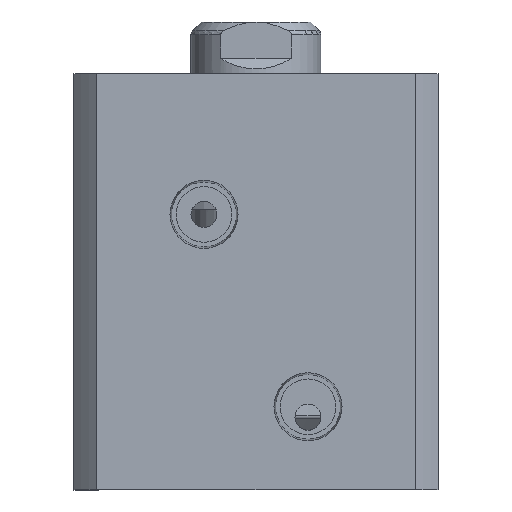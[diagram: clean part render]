
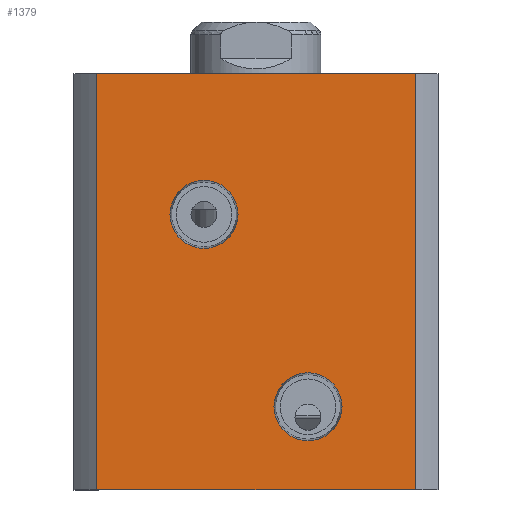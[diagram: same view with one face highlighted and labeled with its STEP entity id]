
A CAD part, left-side view. The second image highlights one B-rep face of the part: STEP entity #1379.
In plain terms, the highlighted planar face has unit normal (-1, 0, 0).
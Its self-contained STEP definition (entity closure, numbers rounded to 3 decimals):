
#195 = DIRECTION ( 'NONE',  ( -1., 0., 0. ) ) ;
#343 = DIRECTION ( 'NONE',  ( 0., 0., 1. ) ) ;
#386 = AXIS2_PLACEMENT_3D ( 'NONE', #11771, #6064, #343 ) ;
#654 = CARTESIAN_POINT ( 'NONE',  ( -35., -30.615, 0. ) ) ;
#861 = VERTEX_POINT ( 'NONE', #7460 ) ;
#928 = VECTOR ( 'NONE', #4977, 1000. ) ;
#940 = LINE ( 'NONE', #9208, #6026 ) ;
#1064 = EDGE_CURVE ( 'NONE', #10336, #10008, #5880, .T. ) ;
#1167 = VERTEX_POINT ( 'NONE', #654 ) ;
#1379 = ADVANCED_FACE ( 'NONE', ( #7742, #10263, #2356 ), #11361, .F. ) ;
#1391 = DIRECTION ( 'NONE',  ( -1., 0., 0. ) ) ;
#1434 = AXIS2_PLACEMENT_3D ( 'NONE', #5901, #195, #6884 ) ;
#1566 = LINE ( 'NONE', #6052, #8598 ) ;
#1804 = EDGE_LOOP ( 'NONE', ( #10586, #6393, #7591, #10630 ) ) ;
#1891 = VERTEX_POINT ( 'NONE', #3466 ) ;
#2356 = FACE_OUTER_BOUND ( 'NONE', #1804, .T. ) ;
#2517 = DIRECTION ( 'NONE',  ( 0., 0., 1. ) ) ;
#2865 = CARTESIAN_POINT ( 'NONE',  ( -35., 35., 80. ) ) ;
#3017 = CARTESIAN_POINT ( 'NONE',  ( -35., 35., 0. ) ) ;
#3112 = AXIS2_PLACEMENT_3D ( 'NONE', #2865, #3820, #10501 ) ;
#3455 = LINE ( 'NONE', #7786, #928 ) ;
#3466 = CARTESIAN_POINT ( 'NONE',  ( -35., 10., 59.541 ) ) ;
#3503 = DIRECTION ( 'NONE',  ( -1., 0., 0. ) ) ;
#3599 = EDGE_CURVE ( 'NONE', #8777, #1167, #6347, .T. ) ;
#3642 = ORIENTED_EDGE ( 'NONE', *, *, #3708, .F. ) ;
#3708 = EDGE_CURVE ( 'NONE', #10008, #10336, #10229, .T. ) ;
#3820 = DIRECTION ( 'NONE',  ( 1., 0., 0. ) ) ;
#3929 = CARTESIAN_POINT ( 'NONE',  ( -35., -10., 9.459 ) ) ;
#4837 = CARTESIAN_POINT ( 'NONE',  ( -35., 30.615, 0. ) ) ;
#4977 = DIRECTION ( 'NONE',  ( 0., -1., 0. ) ) ;
#5383 = EDGE_CURVE ( 'NONE', #9215, #8377, #3455, .T. ) ;
#5880 = CIRCLE ( 'NONE', #1434, 6.541 ) ;
#5901 = CARTESIAN_POINT ( 'NONE',  ( -35., -10., 16. ) ) ;
#5982 = CARTESIAN_POINT ( 'NONE',  ( -35., -30.615, 80. ) ) ;
#5996 = EDGE_LOOP ( 'NONE', ( #10998, #10691 ) ) ;
#6017 = EDGE_CURVE ( 'NONE', #8777, #9215, #940, .T. ) ;
#6026 = VECTOR ( 'NONE', #2517, 1000. ) ;
#6052 = CARTESIAN_POINT ( 'NONE',  ( -35., -30.615, -220. ) ) ;
#6064 = DIRECTION ( 'NONE',  ( -1., 0., 0. ) ) ;
#6347 = LINE ( 'NONE', #3017, #11107 ) ;
#6393 = ORIENTED_EDGE ( 'NONE', *, *, #3599, .T. ) ;
#6884 = DIRECTION ( 'NONE',  ( 0., 0., 1. ) ) ;
#7121 = CARTESIAN_POINT ( 'NONE',  ( -35., 10., 53. ) ) ;
#7330 = EDGE_CURVE ( 'NONE', #861, #1891, #11061, .T. ) ;
#7460 = CARTESIAN_POINT ( 'NONE',  ( -35., 10., 46.459 ) ) ;
#7591 = ORIENTED_EDGE ( 'NONE', *, *, #7815, .F. ) ;
#7742 = FACE_BOUND ( 'NONE', #10837, .T. ) ;
#7786 = CARTESIAN_POINT ( 'NONE',  ( -35., 35., 80. ) ) ;
#7815 = EDGE_CURVE ( 'NONE', #8377, #1167, #1566, .T. ) ;
#7858 = CARTESIAN_POINT ( 'NONE',  ( -35., 30.615, 80. ) ) ;
#8070 = DIRECTION ( 'NONE',  ( 0., 0., 1. ) ) ;
#8238 = CARTESIAN_POINT ( 'NONE',  ( -35., -10., 22.541 ) ) ;
#8377 = VERTEX_POINT ( 'NONE', #5982 ) ;
#8412 = EDGE_CURVE ( 'NONE', #1891, #861, #11986, .T. ) ;
#8598 = VECTOR ( 'NONE', #10891, 1000. ) ;
#8777 = VERTEX_POINT ( 'NONE', #4837 ) ;
#9208 = CARTESIAN_POINT ( 'NONE',  ( -35., 30.615, -220. ) ) ;
#9215 = VERTEX_POINT ( 'NONE', #7858 ) ;
#9252 = CARTESIAN_POINT ( 'NONE',  ( -35., -10., 16. ) ) ;
#9717 = DIRECTION ( 'NONE',  ( 0., -1., 0. ) ) ;
#10008 = VERTEX_POINT ( 'NONE', #8238 ) ;
#10190 = DIRECTION ( 'NONE',  ( 0., 0., 1. ) ) ;
#10229 = CIRCLE ( 'NONE', #10517, 6.541 ) ;
#10263 = FACE_BOUND ( 'NONE', #5996, .T. ) ;
#10336 = VERTEX_POINT ( 'NONE', #3929 ) ;
#10493 = ORIENTED_EDGE ( 'NONE', *, *, #1064, .F. ) ;
#10501 = DIRECTION ( 'NONE',  ( 0., 1., 0. ) ) ;
#10517 = AXIS2_PLACEMENT_3D ( 'NONE', #9252, #3503, #10190 ) ;
#10520 = AXIS2_PLACEMENT_3D ( 'NONE', #7121, #1391, #8070 ) ;
#10586 = ORIENTED_EDGE ( 'NONE', *, *, #6017, .F. ) ;
#10630 = ORIENTED_EDGE ( 'NONE', *, *, #5383, .F. ) ;
#10691 = ORIENTED_EDGE ( 'NONE', *, *, #7330, .F. ) ;
#10837 = EDGE_LOOP ( 'NONE', ( #3642, #10493 ) ) ;
#10891 = DIRECTION ( 'NONE',  ( 0., 0., -1. ) ) ;
#10998 = ORIENTED_EDGE ( 'NONE', *, *, #8412, .F. ) ;
#11061 = CIRCLE ( 'NONE', #10520, 6.541 ) ;
#11107 = VECTOR ( 'NONE', #9717, 1000. ) ;
#11361 = PLANE ( 'NONE',  #3112 ) ;
#11771 = CARTESIAN_POINT ( 'NONE',  ( -35., 10., 53. ) ) ;
#11986 = CIRCLE ( 'NONE', #386, 6.541 ) ;
